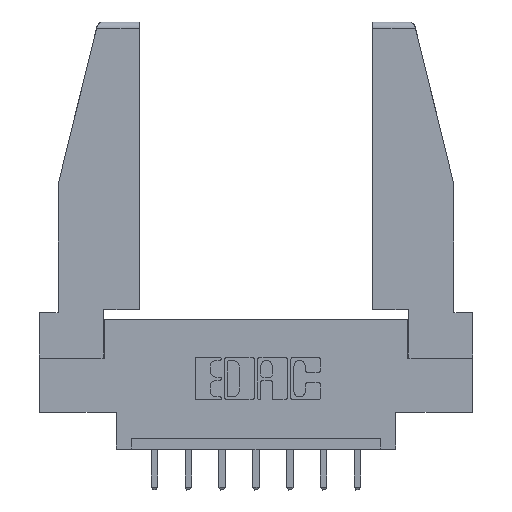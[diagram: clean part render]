
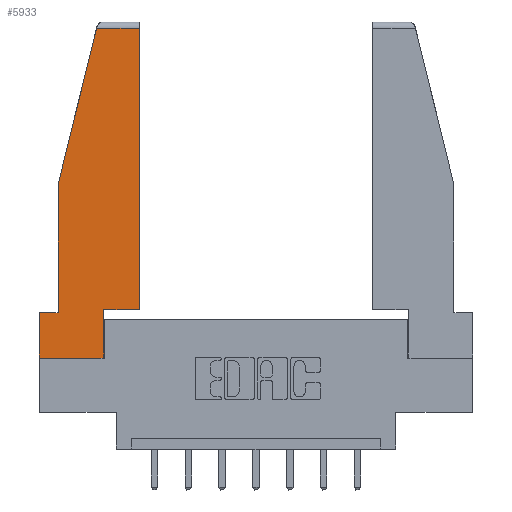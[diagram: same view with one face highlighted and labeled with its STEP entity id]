
A CAD part, top view. The second image highlights one B-rep face of the part: STEP entity #5933.
In plain terms, the highlighted planar face has unit normal (0, 0, 1).
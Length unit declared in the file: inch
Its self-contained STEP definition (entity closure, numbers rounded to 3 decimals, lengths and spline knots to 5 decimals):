
#111 = VECTOR ( 'NONE', #9298, 39.37008 ) ;
#206 = VERTEX_POINT ( 'NONE', #5111 ) ;
#759 = CARTESIAN_POINT ( 'NONE',  ( 0., 0.21, 0. ) ) ;
#1129 = CARTESIAN_POINT ( 'NONE',  ( 0., 0., 0. ) ) ;
#1220 = LINE ( 'NONE', #11371, #6628 ) ;
#1635 = CARTESIAN_POINT ( 'NONE',  ( 0., 0.21, 0. ) ) ;
#2020 = LINE ( 'NONE', #7208, #3219 ) ;
#2115 = VERTEX_POINT ( 'NONE', #8223 ) ;
#2119 = DIRECTION ( 'NONE',  ( 0., 0., 1. ) ) ;
#2325 = CARTESIAN_POINT ( 'NONE',  ( 0.2636, 1.52, 0. ) ) ;
#2338 = LINE ( 'NONE', #10818, #3694 ) ;
#2600 = DIRECTION ( 'NONE',  ( -0.239, -0.971, 0. ) ) ;
#2889 = VERTEX_POINT ( 'NONE', #759 ) ;
#2903 = AXIS2_PLACEMENT_3D ( 'NONE', #1129, #2119, #8760 ) ;
#3038 = VECTOR ( 'NONE', #11249, 39.37008 ) ;
#3219 = VECTOR ( 'NONE', #8048, 39.37008 ) ;
#3378 = ORIENTED_EDGE ( 'NONE', *, *, #4285, .T. ) ;
#3472 = VECTOR ( 'NONE', #10252, 39.37008 ) ;
#3641 = EDGE_CURVE ( 'NONE', #3932, #7895, #7289, .T. ) ;
#3694 = VECTOR ( 'NONE', #10859, 39.37008 ) ;
#3896 = CARTESIAN_POINT ( 'NONE',  ( 0., 0., 0. ) ) ;
#3932 = VERTEX_POINT ( 'NONE', #5763 ) ;
#4049 = VERTEX_POINT ( 'NONE', #5178 ) ;
#4192 = CARTESIAN_POINT ( 'NONE',  ( 0.297, 0., 0. ) ) ;
#4285 = EDGE_CURVE ( 'NONE', #2115, #12223, #7042, .T. ) ;
#4469 = CARTESIAN_POINT ( 'NONE',  ( 0.297, 0., 0. ) ) ;
#4648 = VECTOR ( 'NONE', #2600, 39.37008 ) ;
#4881 = ORIENTED_EDGE ( 'NONE', *, *, #8513, .T. ) ;
#4960 = ORIENTED_EDGE ( 'NONE', *, *, #6095, .T. ) ;
#5111 = CARTESIAN_POINT ( 'NONE',  ( 0.461, 1.52, 0. ) ) ;
#5178 = CARTESIAN_POINT ( 'NONE',  ( 0.086, 0.8, 0. ) ) ;
#5349 = ORIENTED_EDGE ( 'NONE', *, *, #11722, .T. ) ;
#5763 = CARTESIAN_POINT ( 'NONE',  ( 0., 0., 0. ) ) ;
#5898 = DIRECTION ( 'NONE',  ( 1., 0., 0. ) ) ;
#5933 = ADVANCED_FACE ( 'NONE', ( #9032 ), #11733, .T. ) ;
#6007 = LINE ( 'NONE', #11193, #3472 ) ;
#6030 = ORIENTED_EDGE ( 'NONE', *, *, #6992, .T. ) ;
#6095 = EDGE_CURVE ( 'NONE', #12092, #2889, #2338, .T. ) ;
#6101 = LINE ( 'NONE', #4469, #111 ) ;
#6401 = CARTESIAN_POINT ( 'NONE',  ( 0.461, 0.223, 0. ) ) ;
#6628 = VECTOR ( 'NONE', #9336, 39.37008 ) ;
#6834 = VECTOR ( 'NONE', #5898, 39.37008 ) ;
#6992 = EDGE_CURVE ( 'NONE', #12223, #206, #2020, .T. ) ;
#7042 = LINE ( 'NONE', #10504, #7654 ) ;
#7187 = LINE ( 'NONE', #10318, #4648 ) ;
#7208 = CARTESIAN_POINT ( 'NONE',  ( 0.461, 0.223, 0. ) ) ;
#7286 = ORIENTED_EDGE ( 'NONE', *, *, #3641, .T. ) ;
#7289 = LINE ( 'NONE', #3896, #6834 ) ;
#7574 = ORIENTED_EDGE ( 'NONE', *, *, #9499, .T. ) ;
#7654 = VECTOR ( 'NONE', #11503, 39.37008 ) ;
#7895 = VERTEX_POINT ( 'NONE', #4192 ) ;
#8048 = DIRECTION ( 'NONE',  ( 0., 1., 0. ) ) ;
#8223 = CARTESIAN_POINT ( 'NONE',  ( 0.297, 0.223, 0. ) ) ;
#8271 = CARTESIAN_POINT ( 'NONE',  ( 0.086, 0.21, 0. ) ) ;
#8472 = EDGE_CURVE ( 'NONE', #206, #10172, #1220, .T. ) ;
#8513 = EDGE_CURVE ( 'NONE', #2889, #3932, #11185, .T. ) ;
#8760 = DIRECTION ( 'NONE',  ( 1., 0., 0. ) ) ;
#9032 = FACE_OUTER_BOUND ( 'NONE', #9186, .T. ) ;
#9186 = EDGE_LOOP ( 'NONE', ( #6030, #10493, #10710, #7574, #4960, #4881, #7286, #5349, #3378 ) ) ;
#9298 = DIRECTION ( 'NONE',  ( 0., 1., 0. ) ) ;
#9336 = DIRECTION ( 'NONE',  ( -1., 0., 0. ) ) ;
#9499 = EDGE_CURVE ( 'NONE', #4049, #12092, #6007, .T. ) ;
#10172 = VERTEX_POINT ( 'NONE', #2325 ) ;
#10252 = DIRECTION ( 'NONE',  ( 0., -1., 0. ) ) ;
#10318 = CARTESIAN_POINT ( 'NONE',  ( 0.271, 1.55, 0. ) ) ;
#10493 = ORIENTED_EDGE ( 'NONE', *, *, #8472, .T. ) ;
#10504 = CARTESIAN_POINT ( 'NONE',  ( 0.297, 0.223, 0. ) ) ;
#10710 = ORIENTED_EDGE ( 'NONE', *, *, #10982, .T. ) ;
#10818 = CARTESIAN_POINT ( 'NONE',  ( 0., 0.21, 0. ) ) ;
#10859 = DIRECTION ( 'NONE',  ( -1., 0., 0. ) ) ;
#10982 = EDGE_CURVE ( 'NONE', #10172, #4049, #7187, .T. ) ;
#11185 = LINE ( 'NONE', #1635, #3038 ) ;
#11193 = CARTESIAN_POINT ( 'NONE',  ( 0.086, 0.8, 0. ) ) ;
#11249 = DIRECTION ( 'NONE',  ( 0., -1., 0. ) ) ;
#11371 = CARTESIAN_POINT ( 'NONE',  ( 0., 1.52, 0. ) ) ;
#11503 = DIRECTION ( 'NONE',  ( 1., 0., 0. ) ) ;
#11722 = EDGE_CURVE ( 'NONE', #7895, #2115, #6101, .T. ) ;
#11733 = PLANE ( 'NONE',  #2903 ) ;
#12092 = VERTEX_POINT ( 'NONE', #8271 ) ;
#12223 = VERTEX_POINT ( 'NONE', #6401 ) ;
